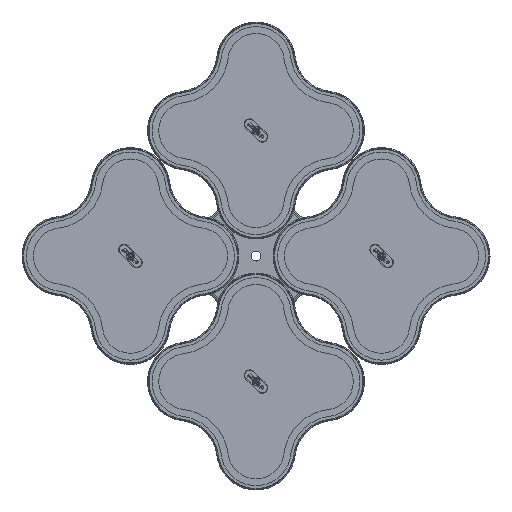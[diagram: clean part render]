
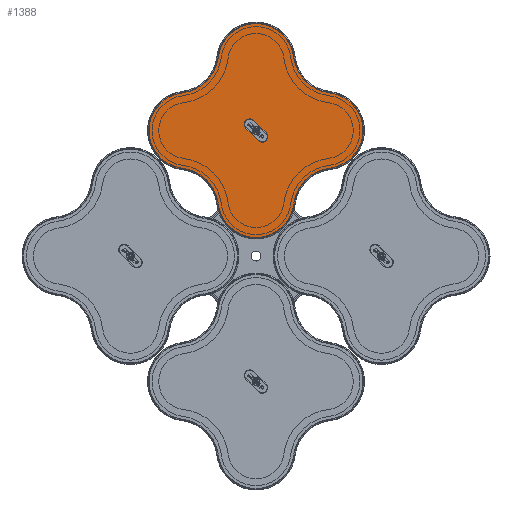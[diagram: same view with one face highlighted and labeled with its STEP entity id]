
A CAD part, front view. The second image highlights one B-rep face of the part: STEP entity #1388.
In plain terms, the highlighted face is planar.
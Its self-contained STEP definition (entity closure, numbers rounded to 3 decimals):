
#301 = VERTEX_POINT ( 'NONE', #4643 ) ;
#303 = CARTESIAN_POINT ( 'NONE',  ( 38.727, 8., -74.602 ) ) ;
#513 = ORIENTED_EDGE ( 'NONE', *, *, #11792, .F. ) ;
#552 = CARTESIAN_POINT ( 'NONE',  ( 6.364, 8., 6.364 ) ) ;
#645 = VERTEX_POINT ( 'NONE', #7402 ) ;
#995 = ORIENTED_EDGE ( 'NONE', *, *, #5410, .T. ) ;
#1162 = DIRECTION ( 'NONE',  ( 0., 1., 0. ) ) ;
#1279 = DIRECTION ( 'NONE',  ( 0., 0., 1. ) ) ;
#1388 = ADVANCED_FACE ( 'NONE', ( #5388, #6163 ), #12580, .T. ) ;
#1701 = DIRECTION ( 'NONE',  ( 0., 0., 1. ) ) ;
#1713 = ORIENTED_EDGE ( 'NONE', *, *, #15338, .T. ) ;
#1735 = DIRECTION ( 'NONE',  ( 0., 1., 0. ) ) ;
#1737 = AXIS2_PLACEMENT_3D ( 'NONE', #2309, #13240, #7369 ) ;
#1885 = DIRECTION ( 'NONE',  ( 0., 0., 1. ) ) ;
#2022 = CIRCLE ( 'NONE', #12634, 39. ) ;
#2309 = CARTESIAN_POINT ( 'NONE',  ( 0., 8., -70. ) ) ;
#2317 = VERTEX_POINT ( 'NONE', #7456 ) ;
#2341 = VERTEX_POINT ( 'NONE', #6297 ) ;
#2398 = DIRECTION ( 'NONE',  ( 0., 0., 1. ) ) ;
#2442 = DIRECTION ( 'NONE',  ( 0., 0., 1. ) ) ;
#2646 = CIRCLE ( 'NONE', #14145, 41. ) ;
#3044 = CARTESIAN_POINT ( 'NONE',  ( 0., 8., 70. ) ) ;
#3244 = CIRCLE ( 'NONE', #15683, 39. ) ;
#3472 = VERTEX_POINT ( 'NONE', #11450 ) ;
#3475 = VERTEX_POINT ( 'NONE', #4568 ) ;
#3546 = DIRECTION ( 'NONE',  ( -0.707, 0., -0.707 ) ) ;
#3578 = AXIS2_PLACEMENT_3D ( 'NONE', #4532, #15393, #10551 ) ;
#3617 = EDGE_LOOP ( 'NONE', ( #995, #1713, #7264, #13575, #13879, #5478, #12506, #14837, #7671 ) ) ;
#3695 = CIRCLE ( 'NONE', #1737, 39. ) ;
#3894 = ORIENTED_EDGE ( 'NONE', *, *, #7285, .F. ) ;
#3952 = VERTEX_POINT ( 'NONE', #4059 ) ;
#3985 = DIRECTION ( 'NONE',  ( 0., -1., 0. ) ) ;
#4020 = AXIS2_PLACEMENT_3D ( 'NONE', #4790, #8336, #6066 ) ;
#4059 = CARTESIAN_POINT ( 'NONE',  ( 10.253, 8., 2.475 ) ) ;
#4129 = DIRECTION ( 'NONE',  ( 0., 1., 0. ) ) ;
#4181 = DIRECTION ( 'NONE',  ( 0., 0., 1. ) ) ;
#4424 = CARTESIAN_POINT ( 'NONE',  ( -2.475, 8., -10.253 ) ) ;
#4476 = VERTEX_POINT ( 'NONE', #8287 ) ;
#4532 = CARTESIAN_POINT ( 'NONE',  ( -79.441, 8., 79.441 ) ) ;
#4549 = CIRCLE ( 'NONE', #13608, 5.5 ) ;
#4568 = CARTESIAN_POINT ( 'NONE',  ( -74.602, 8., 38.727 ) ) ;
#4643 = CARTESIAN_POINT ( 'NONE',  ( 6.364, 8., 11.864 ) ) ;
#4729 = CARTESIAN_POINT ( 'NONE',  ( -10.253, 8., -2.475 ) ) ;
#4790 = CARTESIAN_POINT ( 'NONE',  ( -70., 8., 0. ) ) ;
#5008 = ORIENTED_EDGE ( 'NONE', *, *, #13373, .F. ) ;
#5015 = CARTESIAN_POINT ( 'NONE',  ( 74.602, 8., -38.727 ) ) ;
#5101 = DIRECTION ( 'NONE',  ( 0., 0., 1. ) ) ;
#5210 = CARTESIAN_POINT ( 'NONE',  ( -79.441, 8., -79.441 ) ) ;
#5388 = FACE_BOUND ( 'NONE', #10153, .T. ) ;
#5410 = EDGE_CURVE ( 'NONE', #8386, #15534, #2646, .T. ) ;
#5478 = ORIENTED_EDGE ( 'NONE', *, *, #12621, .T. ) ;
#5526 = CIRCLE ( 'NONE', #10638, 41. ) ;
#5606 = CARTESIAN_POINT ( 'NONE',  ( 0., 8., -70. ) ) ;
#5634 = DIRECTION ( 'NONE',  ( 0., 1., 0. ) ) ;
#5662 = ORIENTED_EDGE ( 'NONE', *, *, #11474, .F. ) ;
#6066 = DIRECTION ( 'NONE',  ( 0., 0., 1. ) ) ;
#6163 = FACE_OUTER_BOUND ( 'NONE', #3617, .T. ) ;
#6297 = CARTESIAN_POINT ( 'NONE',  ( 38.727, 8., 74.602 ) ) ;
#7057 = EDGE_CURVE ( 'NONE', #2317, #3475, #12078, .T. ) ;
#7112 = EDGE_CURVE ( 'NONE', #12756, #8386, #2022, .T. ) ;
#7252 = VECTOR ( 'NONE', #3546, 1000. ) ;
#7264 = ORIENTED_EDGE ( 'NONE', *, *, #9697, .T. ) ;
#7285 = EDGE_CURVE ( 'NONE', #3472, #301, #7922, .T. ) ;
#7369 = DIRECTION ( 'NONE',  ( 0., 0., 1. ) ) ;
#7402 = CARTESIAN_POINT ( 'NONE',  ( -38.727, 8., -74.602 ) ) ;
#7456 = CARTESIAN_POINT ( 'NONE',  ( -74.602, 8., -38.727 ) ) ;
#7671 = ORIENTED_EDGE ( 'NONE', *, *, #7112, .T. ) ;
#7922 = CIRCLE ( 'NONE', #10499, 5.5 ) ;
#7946 = CIRCLE ( 'NONE', #3578, 41. ) ;
#8287 = CARTESIAN_POINT ( 'NONE',  ( -10.253, 8., -2.475 ) ) ;
#8336 = DIRECTION ( 'NONE',  ( 0., 1., 0. ) ) ;
#8386 = VERTEX_POINT ( 'NONE', #5015 ) ;
#8440 = EDGE_CURVE ( 'NONE', #2341, #12756, #13958, .T. ) ;
#8541 = AXIS2_PLACEMENT_3D ( 'NONE', #8556, #12152, #1279 ) ;
#8556 = CARTESIAN_POINT ( 'NONE',  ( 79.441, 8., 79.441 ) ) ;
#8658 = CARTESIAN_POINT ( 'NONE',  ( 79.441, 8., -79.441 ) ) ;
#9091 = CARTESIAN_POINT ( 'NONE',  ( 74.72, 8., -39.72 ) ) ;
#9490 = DIRECTION ( 'NONE',  ( 0.707, 0., 0.707 ) ) ;
#9556 = CARTESIAN_POINT ( 'NONE',  ( 70., 8., 0. ) ) ;
#9697 = EDGE_CURVE ( 'NONE', #10663, #645, #3244, .T. ) ;
#9701 = DIRECTION ( 'NONE',  ( 0., 1., 0. ) ) ;
#9974 = DIRECTION ( 'NONE',  ( 0., 0., 1. ) ) ;
#10062 = LINE ( 'NONE', #14591, #7252 ) ;
#10098 = EDGE_CURVE ( 'NONE', #645, #2317, #5526, .T. ) ;
#10135 = DIRECTION ( 'NONE',  ( 0., 1., 0. ) ) ;
#10153 = EDGE_LOOP ( 'NONE', ( #15480, #5662, #513, #3894, #5008 ) ) ;
#10369 = LINE ( 'NONE', #4729, #15311 ) ;
#10499 = AXIS2_PLACEMENT_3D ( 'NONE', #12707, #5634, #11639 ) ;
#10551 = DIRECTION ( 'NONE',  ( 0., 0., 1. ) ) ;
#10638 = AXIS2_PLACEMENT_3D ( 'NONE', #5210, #14970, #9974 ) ;
#10663 = VERTEX_POINT ( 'NONE', #13420 ) ;
#10829 = AXIS2_PLACEMENT_3D ( 'NONE', #14529, #9701, #2442 ) ;
#11399 = CARTESIAN_POINT ( 'NONE',  ( -38.727, 8., 74.602 ) ) ;
#11450 = CARTESIAN_POINT ( 'NONE',  ( 2.475, 8., 10.253 ) ) ;
#11474 = EDGE_CURVE ( 'NONE', #3952, #12642, #10062, .T. ) ;
#11639 = DIRECTION ( 'NONE',  ( 0., 0., 1. ) ) ;
#11792 = EDGE_CURVE ( 'NONE', #301, #3952, #4549, .T. ) ;
#12078 = CIRCLE ( 'NONE', #4020, 39. ) ;
#12152 = DIRECTION ( 'NONE',  ( 0., -1., 0. ) ) ;
#12453 = CIRCLE ( 'NONE', #10829, 5.5 ) ;
#12506 = ORIENTED_EDGE ( 'NONE', *, *, #15535, .T. ) ;
#12580 = PLANE ( 'NONE',  #14404 ) ;
#12621 = EDGE_CURVE ( 'NONE', #3475, #13246, #7946, .T. ) ;
#12634 = AXIS2_PLACEMENT_3D ( 'NONE', #9556, #1162, #2398 ) ;
#12642 = VERTEX_POINT ( 'NONE', #4424 ) ;
#12707 = CARTESIAN_POINT ( 'NONE',  ( 6.364, 8., 6.364 ) ) ;
#12756 = VERTEX_POINT ( 'NONE', #13175 ) ;
#13175 = CARTESIAN_POINT ( 'NONE',  ( 74.602, 8., 38.727 ) ) ;
#13240 = DIRECTION ( 'NONE',  ( 0., 1., 0. ) ) ;
#13246 = VERTEX_POINT ( 'NONE', #11399 ) ;
#13373 = EDGE_CURVE ( 'NONE', #4476, #3472, #10369, .T. ) ;
#13420 = CARTESIAN_POINT ( 'NONE',  ( 0., 8., -109. ) ) ;
#13480 = EDGE_CURVE ( 'NONE', #12642, #4476, #12453, .T. ) ;
#13575 = ORIENTED_EDGE ( 'NONE', *, *, #10098, .T. ) ;
#13608 = AXIS2_PLACEMENT_3D ( 'NONE', #552, #1735, #13880 ) ;
#13879 = ORIENTED_EDGE ( 'NONE', *, *, #7057, .T. ) ;
#13880 = DIRECTION ( 'NONE',  ( 0., 0., 1. ) ) ;
#13932 = AXIS2_PLACEMENT_3D ( 'NONE', #3044, #10135, #1701 ) ;
#13933 = CIRCLE ( 'NONE', #13932, 39. ) ;
#13958 = CIRCLE ( 'NONE', #8541, 41. ) ;
#14145 = AXIS2_PLACEMENT_3D ( 'NONE', #8658, #3985, #5101 ) ;
#14233 = DIRECTION ( 'NONE',  ( 0., 1., 0. ) ) ;
#14404 = AXIS2_PLACEMENT_3D ( 'NONE', #9091, #4129, #4181 ) ;
#14529 = CARTESIAN_POINT ( 'NONE',  ( -6.364, 8., -6.364 ) ) ;
#14591 = CARTESIAN_POINT ( 'NONE',  ( -2.475, 8., -10.253 ) ) ;
#14837 = ORIENTED_EDGE ( 'NONE', *, *, #8440, .T. ) ;
#14970 = DIRECTION ( 'NONE',  ( 0., -1., 0. ) ) ;
#15311 = VECTOR ( 'NONE', #9490, 1000. ) ;
#15338 = EDGE_CURVE ( 'NONE', #15534, #10663, #3695, .T. ) ;
#15393 = DIRECTION ( 'NONE',  ( 0., -1., 0. ) ) ;
#15480 = ORIENTED_EDGE ( 'NONE', *, *, #13480, .F. ) ;
#15534 = VERTEX_POINT ( 'NONE', #303 ) ;
#15535 = EDGE_CURVE ( 'NONE', #13246, #2341, #13933, .T. ) ;
#15683 = AXIS2_PLACEMENT_3D ( 'NONE', #5606, #14233, #1885 ) ;
